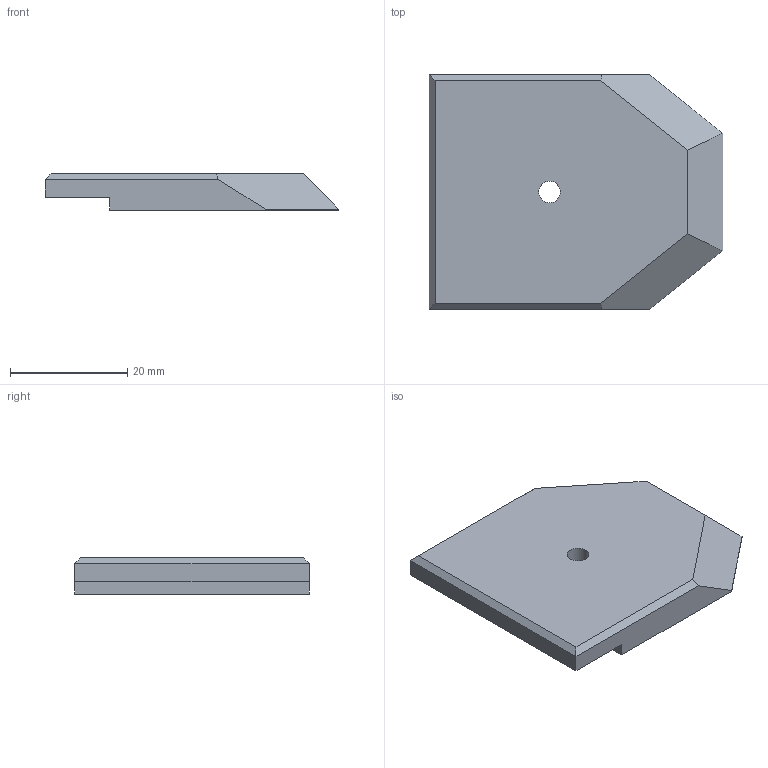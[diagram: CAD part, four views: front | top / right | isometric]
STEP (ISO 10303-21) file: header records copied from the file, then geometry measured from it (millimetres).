
FILE_DESCRIPTION(/* description */ (''),/* implementation_level */ '2;1');
FILE_NAME(/* name */ 'MagLatch_W_Handle.step',/* time_stamp */ '2021-11-09T21:38:04+01:00',/* author */ (''),/* organization */ (''),/* preprocessor_version */ 'ST-DEVELOPER v18.1',/* originating_system */ 'Autodesk Translation Framework v10.10.0.1391',/* authorisation */ '');
FILE_SCHEMA (('AUTOMOTIVE_DESIGN { 1 0 10303 214 3 1 1 }'));
Length unit declared in the file: millimetre
Products named in the file (1): SW_Magnetic_Clip
Bounding box: 50 x 40 x 6.2 mm (x, y, z)
Volume: 9292.1 mm3; surface area: 4679 mm2
Topology: 1 solids, 1 shells, 25 faces, 53 edges, 34 vertices
Faces by surface type: plane 20, cylinder 5
Full cylindrical faces by diameter (mm): 3.7 x1, 6 x4
Entity records: 702 total; most frequent: DIRECTION 115, CARTESIAN_POINT 113, ORIENTED_EDGE 106, EDGE_CURVE 53, LINE 43, VECTOR 43, AXIS2_PLACEMENT_3D 36, VERTEX_POINT 34
